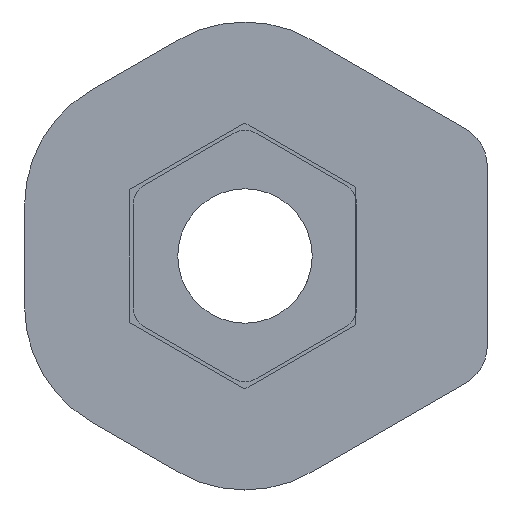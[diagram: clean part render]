
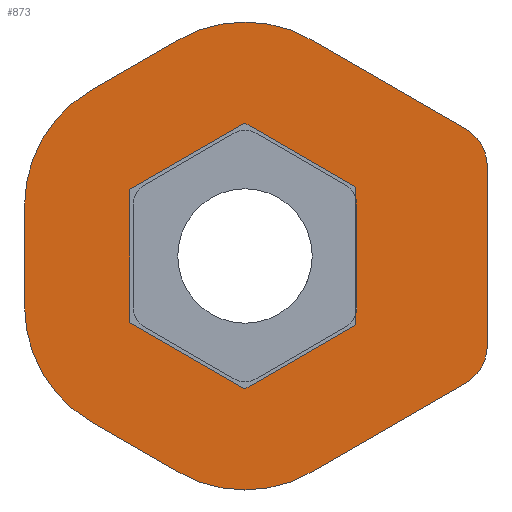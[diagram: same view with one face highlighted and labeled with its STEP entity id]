
A CAD part, left-side view. The second image highlights one B-rep face of the part: STEP entity #873.
In plain terms, the highlighted planar face has unit normal (-1, 0, 0).
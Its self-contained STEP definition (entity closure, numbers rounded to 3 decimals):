
#34=PLANE('',#958);
#54=FACE_BOUND('',#334,.T.);
#106=LINE('',#1424,#194);
#109=LINE('',#1432,#197);
#110=LINE('',#1436,#198);
#111=LINE('',#1440,#199);
#112=LINE('',#1444,#200);
#113=LINE('',#1448,#201);
#114=LINE('',#1452,#202);
#115=LINE('',#1454,#203);
#116=LINE('',#1456,#204);
#117=LINE('',#1458,#205);
#118=LINE('',#1460,#206);
#119=LINE('',#1461,#207);
#194=VECTOR('',#1137,10.);
#197=VECTOR('',#1144,10.);
#198=VECTOR('',#1147,10.);
#199=VECTOR('',#1150,10.);
#200=VECTOR('',#1153,10.);
#201=VECTOR('',#1156,10.);
#202=VECTOR('',#1159,10.);
#203=VECTOR('',#1160,10.);
#204=VECTOR('',#1161,10.);
#205=VECTOR('',#1162,10.);
#206=VECTOR('',#1163,10.);
#207=VECTOR('',#1164,10.);
#279=FACE_OUTER_BOUND('',#333,.T.);
#333=EDGE_LOOP('',(#739,#740,#741,#742,#743,#744,#745,#746,#747,#748,#749,
#750));
#334=EDGE_LOOP('',(#751,#752,#753,#754,#755,#756));
#375=CIRCLE('',#954,2.);
#378=CIRCLE('',#959,6.);
#379=CIRCLE('',#960,6.);
#380=CIRCLE('',#961,6.);
#381=CIRCLE('',#962,6.);
#382=CIRCLE('',#963,2.);
#434=VERTEX_POINT('',#1414);
#435=VERTEX_POINT('',#1415);
#438=VERTEX_POINT('',#1423);
#441=VERTEX_POINT('',#1431);
#442=VERTEX_POINT('',#1433);
#443=VERTEX_POINT('',#1435);
#444=VERTEX_POINT('',#1437);
#445=VERTEX_POINT('',#1439);
#446=VERTEX_POINT('',#1441);
#447=VERTEX_POINT('',#1443);
#448=VERTEX_POINT('',#1445);
#449=VERTEX_POINT('',#1447);
#450=VERTEX_POINT('',#1450);
#451=VERTEX_POINT('',#1451);
#452=VERTEX_POINT('',#1453);
#453=VERTEX_POINT('',#1455);
#454=VERTEX_POINT('',#1457);
#455=VERTEX_POINT('',#1459);
#539=EDGE_CURVE('',#434,#435,#375,.T.);
#543=EDGE_CURVE('',#435,#438,#106,.T.);
#547=EDGE_CURVE('',#434,#441,#109,.T.);
#548=EDGE_CURVE('',#442,#441,#378,.T.);
#549=EDGE_CURVE('',#442,#443,#110,.T.);
#550=EDGE_CURVE('',#444,#443,#379,.T.);
#551=EDGE_CURVE('',#444,#445,#111,.T.);
#552=EDGE_CURVE('',#446,#445,#380,.T.);
#553=EDGE_CURVE('',#446,#447,#112,.T.);
#554=EDGE_CURVE('',#448,#447,#381,.T.);
#555=EDGE_CURVE('',#448,#449,#113,.T.);
#556=EDGE_CURVE('',#438,#449,#382,.T.);
#557=EDGE_CURVE('',#450,#451,#114,.F.);
#558=EDGE_CURVE('',#451,#452,#115,.T.);
#559=EDGE_CURVE('',#452,#453,#116,.F.);
#560=EDGE_CURVE('',#453,#454,#117,.F.);
#561=EDGE_CURVE('',#454,#455,#118,.F.);
#562=EDGE_CURVE('',#455,#450,#119,.F.);
#739=ORIENTED_EDGE('',*,*,#539,.F.);
#740=ORIENTED_EDGE('',*,*,#547,.T.);
#741=ORIENTED_EDGE('',*,*,#548,.F.);
#742=ORIENTED_EDGE('',*,*,#549,.T.);
#743=ORIENTED_EDGE('',*,*,#550,.F.);
#744=ORIENTED_EDGE('',*,*,#551,.T.);
#745=ORIENTED_EDGE('',*,*,#552,.F.);
#746=ORIENTED_EDGE('',*,*,#553,.T.);
#747=ORIENTED_EDGE('',*,*,#554,.F.);
#748=ORIENTED_EDGE('',*,*,#555,.T.);
#749=ORIENTED_EDGE('',*,*,#556,.F.);
#750=ORIENTED_EDGE('',*,*,#543,.F.);
#751=ORIENTED_EDGE('',*,*,#557,.T.);
#752=ORIENTED_EDGE('',*,*,#558,.T.);
#753=ORIENTED_EDGE('',*,*,#559,.T.);
#754=ORIENTED_EDGE('',*,*,#560,.T.);
#755=ORIENTED_EDGE('',*,*,#561,.T.);
#756=ORIENTED_EDGE('',*,*,#562,.T.);
#873=ADVANCED_FACE('',(#279,#54),#34,.T.);
#954=AXIS2_PLACEMENT_3D('',#1416,#1129,#1130);
#958=AXIS2_PLACEMENT_3D('',#1430,#1142,#1143);
#959=AXIS2_PLACEMENT_3D('',#1434,#1145,#1146);
#960=AXIS2_PLACEMENT_3D('',#1438,#1148,#1149);
#961=AXIS2_PLACEMENT_3D('',#1442,#1151,#1152);
#962=AXIS2_PLACEMENT_3D('',#1446,#1154,#1155);
#963=AXIS2_PLACEMENT_3D('',#1449,#1157,#1158);
#1129=DIRECTION('center_axis',(1.,0.,0.));
#1130=DIRECTION('ref_axis',(0.,-0.5,0.866));
#1137=DIRECTION('',(0.,0.,-1.));
#1142=DIRECTION('center_axis',(-1.,0.,0.));
#1143=DIRECTION('ref_axis',(0.,-1.,0.));
#1144=DIRECTION('',(0.,0.866,0.5));
#1145=DIRECTION('center_axis',(1.,0.,0.));
#1146=DIRECTION('ref_axis',(0.,0.,1.));
#1147=DIRECTION('',(0.,0.866,-0.5));
#1148=DIRECTION('center_axis',(1.,0.,0.));
#1149=DIRECTION('ref_axis',(0.,0.866,0.5));
#1150=DIRECTION('',(0.,0.,-1.));
#1151=DIRECTION('center_axis',(1.,0.,0.));
#1152=DIRECTION('ref_axis',(0.,0.866,-0.5));
#1153=DIRECTION('',(0.,-0.866,-0.5));
#1154=DIRECTION('center_axis',(1.,0.,0.));
#1155=DIRECTION('ref_axis',(0.,0.,-1.));
#1156=DIRECTION('',(0.,-0.866,0.5));
#1157=DIRECTION('center_axis',(1.,0.,0.));
#1158=DIRECTION('ref_axis',(0.,-0.5,-0.866));
#1159=DIRECTION('',(0.,0.866,0.5));
#1160=DIRECTION('',(0.,0.,-1.));
#1161=DIRECTION('',(0.,-0.866,0.5));
#1162=DIRECTION('',(0.,-0.866,-0.5));
#1163=DIRECTION('',(0.,0.,-1.));
#1164=DIRECTION('',(0.,0.866,-0.5));
#1414=CARTESIAN_POINT('',(-16.478,33.201,-3.259));
#1415=CARTESIAN_POINT('',(-16.478,32.201,-4.991));
#1416=CARTESIAN_POINT('Origin',(-16.478,34.201,-4.991));
#1423=CARTESIAN_POINT('',(-16.478,32.201,-13.074));
#1424=CARTESIAN_POINT('',(-16.478,32.201,-14.806));
#1430=CARTESIAN_POINT('Origin',(-16.478,43.201,-9.032));
#1431=CARTESIAN_POINT('',(-16.478,40.201,0.782));
#1432=CARTESIAN_POINT('',(-16.478,33.201,-3.259));
#1433=CARTESIAN_POINT('',(-16.478,46.201,0.782));
#1434=CARTESIAN_POINT('Origin',(-16.478,43.201,-4.414));
#1435=CARTESIAN_POINT('',(-16.478,50.201,-1.527));
#1436=CARTESIAN_POINT('',(-16.478,43.201,2.515));
#1437=CARTESIAN_POINT('',(-16.478,53.201,-6.723));
#1438=CARTESIAN_POINT('Origin',(-16.478,47.201,-6.723));
#1439=CARTESIAN_POINT('',(-16.478,53.201,-11.342));
#1440=CARTESIAN_POINT('',(-16.478,53.201,-3.259));
#1441=CARTESIAN_POINT('',(-16.478,50.201,-16.538));
#1442=CARTESIAN_POINT('Origin',(-16.478,47.201,-11.342));
#1443=CARTESIAN_POINT('',(-16.478,46.201,-18.847));
#1444=CARTESIAN_POINT('',(-16.478,53.201,-14.806));
#1445=CARTESIAN_POINT('',(-16.478,40.201,-18.847));
#1446=CARTESIAN_POINT('Origin',(-16.478,43.201,-13.651));
#1447=CARTESIAN_POINT('',(-16.478,33.201,-14.806));
#1448=CARTESIAN_POINT('',(-16.478,43.201,-20.579));
#1449=CARTESIAN_POINT('Origin',(-16.478,34.201,-13.074));
#1450=CARTESIAN_POINT('',(-16.478,43.201,-3.002));
#1451=CARTESIAN_POINT('',(-16.478,38.178,-5.902));
#1452=CARTESIAN_POINT('',(-16.478,39.334,-5.234));
#1453=CARTESIAN_POINT('',(-16.478,38.178,-12.163));
#1454=CARTESIAN_POINT('',(-16.478,38.178,-11.932));
#1455=CARTESIAN_POINT('',(-16.478,43.201,-15.063));
#1456=CARTESIAN_POINT('',(-16.478,41.845,-14.281));
#1457=CARTESIAN_POINT('',(-16.478,48.424,-12.048));
#1458=CARTESIAN_POINT('',(-16.478,47.068,-12.831));
#1459=CARTESIAN_POINT('',(-16.478,48.424,-6.017));
#1460=CARTESIAN_POINT('',(-16.478,48.424,-7.582));
#1461=CARTESIAN_POINT('',(-16.478,44.557,-3.784));
